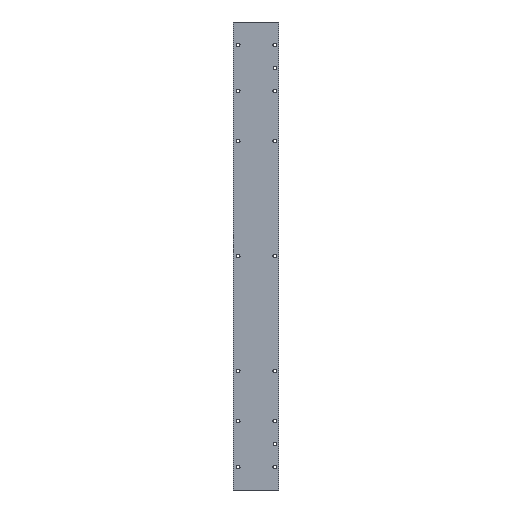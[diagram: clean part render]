
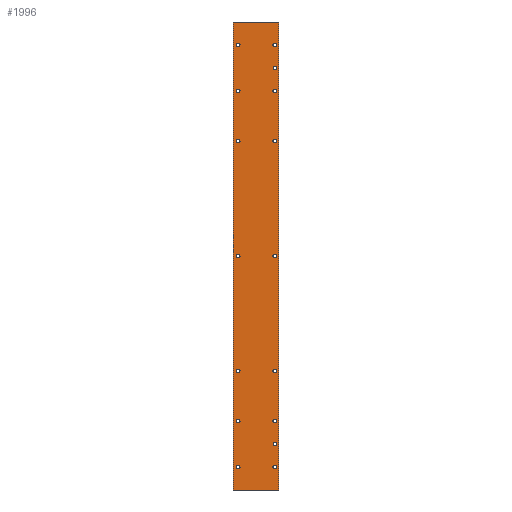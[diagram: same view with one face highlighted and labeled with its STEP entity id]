
A CAD part, left-side view. The second image highlights one B-rep face of the part: STEP entity #1996.
In plain terms, the highlighted planar face has unit normal (-1, 0, 0).
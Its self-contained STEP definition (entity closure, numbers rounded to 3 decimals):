
#98=CIRCLE('',#2155,1.7);
#99=CIRCLE('',#2156,1.7);
#100=CIRCLE('',#2157,1.7);
#101=CIRCLE('',#2158,1.7);
#102=CIRCLE('',#2159,1.7);
#103=CIRCLE('',#2160,1.7);
#104=CIRCLE('',#2161,1.7);
#105=CIRCLE('',#2162,1.7);
#106=CIRCLE('',#2163,1.7);
#107=CIRCLE('',#2164,1.7);
#108=CIRCLE('',#2165,1.7);
#109=CIRCLE('',#2166,1.7);
#110=CIRCLE('',#2167,1.7);
#111=CIRCLE('',#2168,1.7);
#112=CIRCLE('',#2169,1.5);
#113=CIRCLE('',#2170,1.5);
#332=ORIENTED_EDGE('',*,*,#856,.T.);
#333=ORIENTED_EDGE('',*,*,#857,.T.);
#334=ORIENTED_EDGE('',*,*,#858,.T.);
#335=ORIENTED_EDGE('',*,*,#859,.F.);
#336=ORIENTED_EDGE('',*,*,#860,.F.);
#337=ORIENTED_EDGE('',*,*,#861,.T.);
#338=ORIENTED_EDGE('',*,*,#862,.T.);
#339=ORIENTED_EDGE('',*,*,#863,.T.);
#340=ORIENTED_EDGE('',*,*,#864,.T.);
#341=ORIENTED_EDGE('',*,*,#865,.T.);
#342=ORIENTED_EDGE('',*,*,#866,.T.);
#343=ORIENTED_EDGE('',*,*,#867,.T.);
#344=ORIENTED_EDGE('',*,*,#868,.T.);
#345=ORIENTED_EDGE('',*,*,#869,.T.);
#346=ORIENTED_EDGE('',*,*,#870,.T.);
#347=ORIENTED_EDGE('',*,*,#871,.T.);
#348=ORIENTED_EDGE('',*,*,#872,.T.);
#349=ORIENTED_EDGE('',*,*,#873,.F.);
#350=ORIENTED_EDGE('',*,*,#874,.F.);
#351=ORIENTED_EDGE('',*,*,#854,.T.);
#854=EDGE_CURVE('',#1104,#1103,#1299,.T.);
#856=EDGE_CURVE('',#1105,#1105,#98,.T.);
#857=EDGE_CURVE('',#1106,#1106,#99,.T.);
#858=EDGE_CURVE('',#1107,#1107,#100,.T.);
#859=EDGE_CURVE('',#1108,#1108,#101,.T.);
#860=EDGE_CURVE('',#1109,#1109,#102,.T.);
#861=EDGE_CURVE('',#1110,#1110,#103,.T.);
#862=EDGE_CURVE('',#1111,#1111,#104,.T.);
#863=EDGE_CURVE('',#1112,#1112,#105,.T.);
#864=EDGE_CURVE('',#1113,#1113,#106,.T.);
#865=EDGE_CURVE('',#1114,#1114,#107,.T.);
#866=EDGE_CURVE('',#1115,#1115,#108,.T.);
#867=EDGE_CURVE('',#1116,#1116,#109,.T.);
#868=EDGE_CURVE('',#1117,#1117,#110,.T.);
#869=EDGE_CURVE('',#1118,#1118,#111,.T.);
#870=EDGE_CURVE('',#1119,#1119,#112,.T.);
#871=EDGE_CURVE('',#1120,#1120,#113,.T.);
#872=EDGE_CURVE('',#1103,#1121,#1300,.T.);
#873=EDGE_CURVE('',#1122,#1121,#1301,.T.);
#874=EDGE_CURVE('',#1104,#1122,#1302,.T.);
#1103=VERTEX_POINT('',#3189);
#1104=VERTEX_POINT('',#3191);
#1105=VERTEX_POINT('',#3195);
#1106=VERTEX_POINT('',#3197);
#1107=VERTEX_POINT('',#3199);
#1108=VERTEX_POINT('',#3201);
#1109=VERTEX_POINT('',#3203);
#1110=VERTEX_POINT('',#3205);
#1111=VERTEX_POINT('',#3207);
#1112=VERTEX_POINT('',#3209);
#1113=VERTEX_POINT('',#3211);
#1114=VERTEX_POINT('',#3213);
#1115=VERTEX_POINT('',#3215);
#1116=VERTEX_POINT('',#3217);
#1117=VERTEX_POINT('',#3219);
#1118=VERTEX_POINT('',#3221);
#1119=VERTEX_POINT('',#3223);
#1120=VERTEX_POINT('',#3225);
#1121=VERTEX_POINT('',#3227);
#1122=VERTEX_POINT('',#3229);
#1299=LINE('',#3190,#1461);
#1300=LINE('',#3226,#1462);
#1301=LINE('',#3228,#1463);
#1302=LINE('',#3230,#1464);
#1461=VECTOR('',#2542,1000.);
#1462=VECTOR('',#2579,1000.);
#1463=VECTOR('',#2580,1000.);
#1464=VECTOR('',#2581,1000.);
#1574=EDGE_LOOP('',(#332));
#1575=EDGE_LOOP('',(#333));
#1576=EDGE_LOOP('',(#334));
#1577=EDGE_LOOP('',(#335));
#1578=EDGE_LOOP('',(#336));
#1579=EDGE_LOOP('',(#337));
#1580=EDGE_LOOP('',(#338));
#1581=EDGE_LOOP('',(#339));
#1582=EDGE_LOOP('',(#340));
#1583=EDGE_LOOP('',(#341));
#1584=EDGE_LOOP('',(#342));
#1585=EDGE_LOOP('',(#343));
#1586=EDGE_LOOP('',(#344));
#1587=EDGE_LOOP('',(#345));
#1588=EDGE_LOOP('',(#346));
#1589=EDGE_LOOP('',(#347));
#1590=EDGE_LOOP('',(#348,#349,#350,#351));
#1756=FACE_BOUND('',#1574,.T.);
#1757=FACE_BOUND('',#1575,.T.);
#1758=FACE_BOUND('',#1576,.T.);
#1759=FACE_BOUND('',#1577,.T.);
#1760=FACE_BOUND('',#1578,.T.);
#1761=FACE_BOUND('',#1579,.T.);
#1762=FACE_BOUND('',#1580,.T.);
#1763=FACE_BOUND('',#1581,.T.);
#1764=FACE_BOUND('',#1582,.T.);
#1765=FACE_BOUND('',#1583,.T.);
#1766=FACE_BOUND('',#1584,.T.);
#1767=FACE_BOUND('',#1585,.T.);
#1768=FACE_BOUND('',#1586,.T.);
#1769=FACE_BOUND('',#1587,.T.);
#1770=FACE_BOUND('',#1588,.T.);
#1771=FACE_BOUND('',#1589,.T.);
#1772=FACE_BOUND('',#1590,.T.);
#1924=PLANE('',#2154);
#1996=ADVANCED_FACE('',(#1756,#1757,#1758,#1759,#1760,#1761,#1762,#1763,
#1764,#1765,#1766,#1767,#1768,#1769,#1770,#1771,#1772),#1924,.F.);
#2154=AXIS2_PLACEMENT_3D('',#3193,#2545,#2546);
#2155=AXIS2_PLACEMENT_3D('',#3194,#2547,#2548);
#2156=AXIS2_PLACEMENT_3D('',#3196,#2549,#2550);
#2157=AXIS2_PLACEMENT_3D('',#3198,#2551,#2552);
#2158=AXIS2_PLACEMENT_3D('',#3200,#2553,#2554);
#2159=AXIS2_PLACEMENT_3D('',#3202,#2555,#2556);
#2160=AXIS2_PLACEMENT_3D('',#3204,#2557,#2558);
#2161=AXIS2_PLACEMENT_3D('',#3206,#2559,#2560);
#2162=AXIS2_PLACEMENT_3D('',#3208,#2561,#2562);
#2163=AXIS2_PLACEMENT_3D('',#3210,#2563,#2564);
#2164=AXIS2_PLACEMENT_3D('',#3212,#2565,#2566);
#2165=AXIS2_PLACEMENT_3D('',#3214,#2567,#2568);
#2166=AXIS2_PLACEMENT_3D('',#3216,#2569,#2570);
#2167=AXIS2_PLACEMENT_3D('',#3218,#2571,#2572);
#2168=AXIS2_PLACEMENT_3D('',#3220,#2573,#2574);
#2169=AXIS2_PLACEMENT_3D('',#3222,#2575,#2576);
#2170=AXIS2_PLACEMENT_3D('',#3224,#2577,#2578);
#2542=DIRECTION('',(0.,0.,1.));
#2545=DIRECTION('',(1.,0.,0.));
#2546=DIRECTION('',(0.,0.,-1.));
#2547=DIRECTION('',(1.,0.,0.));
#2548=DIRECTION('',(0.,0.,-1.));
#2549=DIRECTION('',(1.,0.,0.));
#2550=DIRECTION('',(0.,0.,-1.));
#2551=DIRECTION('',(1.,0.,0.));
#2552=DIRECTION('',(0.,0.,-1.));
#2553=DIRECTION('',(-1.,0.,0.));
#2554=DIRECTION('',(0.,0.,1.));
#2555=DIRECTION('',(-1.,0.,0.));
#2556=DIRECTION('',(0.,0.,1.));
#2557=DIRECTION('',(1.,0.,0.));
#2558=DIRECTION('',(0.,0.,-1.));
#2559=DIRECTION('',(1.,0.,0.));
#2560=DIRECTION('',(0.,0.,-1.));
#2561=DIRECTION('',(1.,0.,0.));
#2562=DIRECTION('',(0.,0.,-1.));
#2563=DIRECTION('',(1.,0.,0.));
#2564=DIRECTION('',(0.,0.,-1.));
#2565=DIRECTION('',(1.,0.,0.));
#2566=DIRECTION('',(0.,0.,-1.));
#2567=DIRECTION('',(1.,0.,0.));
#2568=DIRECTION('',(0.,0.,-1.));
#2569=DIRECTION('',(1.,0.,0.));
#2570=DIRECTION('',(0.,0.,-1.));
#2571=DIRECTION('',(1.,0.,0.));
#2572=DIRECTION('',(0.,0.,-1.));
#2573=DIRECTION('',(1.,0.,0.));
#2574=DIRECTION('',(0.,0.,-1.));
#2575=DIRECTION('',(1.,0.,0.));
#2576=DIRECTION('',(0.,0.,-1.));
#2577=DIRECTION('',(1.,0.,0.));
#2578=DIRECTION('',(0.,0.,-1.));
#2579=DIRECTION('',(0.,1.,0.));
#2580=DIRECTION('',(0.,0.,1.));
#2581=DIRECTION('',(0.,1.,0.));
#3189=CARTESIAN_POINT('',(0.,0.2,203.5));
#3190=CARTESIAN_POINT('',(0.,0.2,-203.5));
#3191=CARTESIAN_POINT('',(0.,0.2,-203.5));
#3193=CARTESIAN_POINT('',(0.,0.2,-203.5));
#3194=CARTESIAN_POINT('',(0.,3.4,0.));
#3195=CARTESIAN_POINT('',(0.,3.4,-1.7));
#3196=CARTESIAN_POINT('',(0.,3.4,100.));
#3197=CARTESIAN_POINT('',(0.,3.4,98.3));
#3198=CARTESIAN_POINT('',(0.,3.4,-100.));
#3199=CARTESIAN_POINT('',(0.,3.4,-101.7));
#3200=CARTESIAN_POINT('',(0.,3.4,183.5));
#3201=CARTESIAN_POINT('',(0.,3.4,185.2));
#3202=CARTESIAN_POINT('',(0.,3.4,143.5));
#3203=CARTESIAN_POINT('',(0.,3.4,145.2));
#3204=CARTESIAN_POINT('',(0.,3.4,-143.5));
#3205=CARTESIAN_POINT('',(0.,3.4,-145.2));
#3206=CARTESIAN_POINT('',(0.,3.4,-183.5));
#3207=CARTESIAN_POINT('',(0.,3.4,-185.2));
#3208=CARTESIAN_POINT('',(0.,35.4,0.));
#3209=CARTESIAN_POINT('',(0.,35.4,-1.7));
#3210=CARTESIAN_POINT('',(0.,35.4,100.));
#3211=CARTESIAN_POINT('',(0.,35.4,98.3));
#3212=CARTESIAN_POINT('',(0.,35.4,-100.));
#3213=CARTESIAN_POINT('',(0.,35.4,-101.7));
#3214=CARTESIAN_POINT('',(0.,35.4,143.5));
#3215=CARTESIAN_POINT('',(0.,35.4,141.8));
#3216=CARTESIAN_POINT('',(0.,35.4,183.5));
#3217=CARTESIAN_POINT('',(0.,35.4,181.8));
#3218=CARTESIAN_POINT('',(0.,35.4,-143.5));
#3219=CARTESIAN_POINT('',(0.,35.4,-145.2));
#3220=CARTESIAN_POINT('',(0.,35.4,-183.5));
#3221=CARTESIAN_POINT('',(0.,35.4,-185.2));
#3222=CARTESIAN_POINT('',(0.,3.4,163.5));
#3223=CARTESIAN_POINT('',(0.,3.4,162.));
#3224=CARTESIAN_POINT('',(0.,3.4,-163.5));
#3225=CARTESIAN_POINT('',(0.,3.4,-165.));
#3226=CARTESIAN_POINT('',(0.,0.2,203.5));
#3227=CARTESIAN_POINT('',(0.,39.4,203.5));
#3228=CARTESIAN_POINT('',(0.,39.4,-203.5));
#3229=CARTESIAN_POINT('',(0.,39.4,-203.5));
#3230=CARTESIAN_POINT('',(0.,0.2,-203.5));
